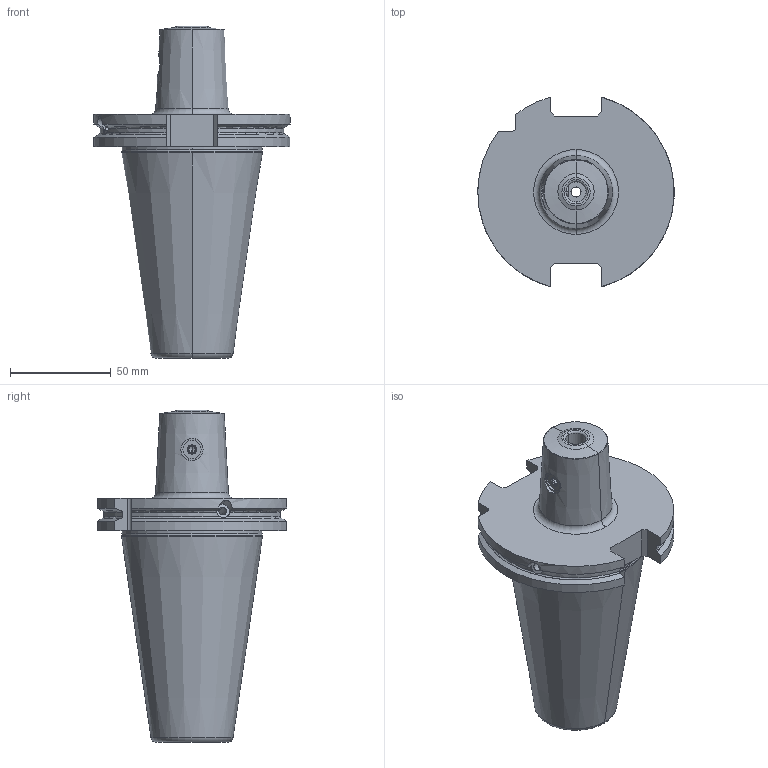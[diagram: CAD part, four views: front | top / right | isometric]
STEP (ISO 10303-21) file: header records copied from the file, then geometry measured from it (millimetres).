
FILE_DESCRIPTION((''),'2;1');
FILE_NAME('607225298-000','2019-05-29T14:14:03',('schmiedtm'),(''),'CREO PARAMETRIC BY PTC INC, 2018300','CREO PARAMETRIC BY PTC INC, 2018300','');
FILE_SCHEMA(('AUTOMOTIVE_DESIGN { 1 0 10303 214 1 1 1 1 }'));
Length unit declared in the file: millimetre
Products named in the file (1): 607225298-000
Bounding box: 97.46 x 94.05 x 164.75 mm (x, y, z)
Volume: 373986.8 mm3; surface area: 48159.4 mm2
Topology: 1 solids, 1 shells, 160 faces, 403 edges, 253 vertices
Faces by surface type: cylinder 64, plane 36, cone 35, torus 25
Entity records: 7751 total; most frequent: CARTESIAN_POINT 2489, DIRECTION 813, ORIENTED_EDGE 802, PRESENTATION_STYLE_ASSIGNMENT 402, STYLED_ITEM 402, CURVE_STYLE 401, EDGE_CURVE 401, AXIS2_PLACEMENT_3D 334
